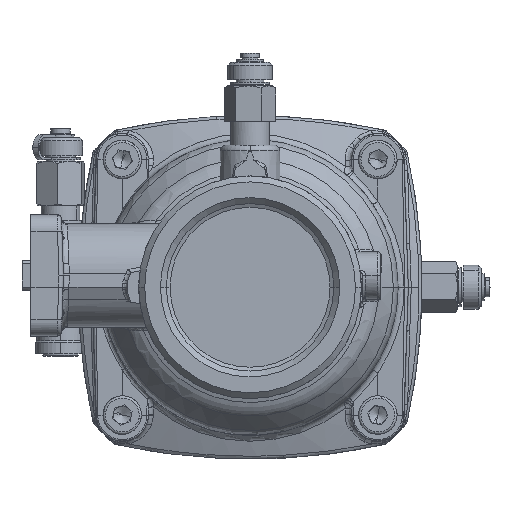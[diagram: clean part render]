
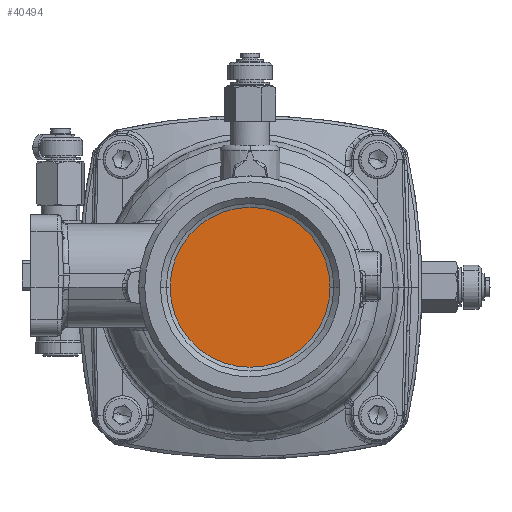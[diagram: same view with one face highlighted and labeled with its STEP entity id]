
A CAD part, left-side view. The second image highlights one B-rep face of the part: STEP entity #40494.
In plain terms, the highlighted planar face has unit normal (-1, 0, 0).
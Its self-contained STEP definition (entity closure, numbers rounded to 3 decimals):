
#39051=CARTESIAN_POINT('Vertex',(-105.864,27.,0.)) ;
#39054=CARTESIAN_POINT('Axis2P3D Location',(-105.864,0.,0.)) ;
#39058=CARTESIAN_POINT('Vertex',(-105.864,-27.,0.)) ;
#39083=CARTESIAN_POINT('Axis2P3D Location',(-105.864,0.,0.)) ;
#40485=CARTESIAN_POINT('Axis2P3D Location',(-105.864,0.,0.)) ;
#39055=DIRECTION('Axis2P3D Direction',(-1.,0.,0.)) ;
#39084=DIRECTION('Axis2P3D Direction',(-1.,0.,0.)) ;
#40486=DIRECTION('Axis2P3D Direction',(1.,0.,0.)) ;
#40487=DIRECTION('Axis2P3D XDirection',(0.,0.,-1.)) ;
#39056=AXIS2_PLACEMENT_3D('Circle Axis2P3D',#39054,#39055,$) ;
#39085=AXIS2_PLACEMENT_3D('Circle Axis2P3D',#39083,#39084,$) ;
#40488=AXIS2_PLACEMENT_3D('Plane Axis2P3D',#40485,#40486,#40487) ;
#40491=ORIENTED_EDGE('',*,*,#39087,.F.) ;
#40492=ORIENTED_EDGE('',*,*,#39060,.F.) ;
#40494=ADVANCED_FACE('NONE',(#40493),#40489,.F.) ;
#39057=CIRCLE('generated circle',#39056,27.) ;
#39086=CIRCLE('generated circle',#39085,27.) ;
#39060=EDGE_CURVE('',#39052,#39059,#39057,.F.) ;
#39087=EDGE_CURVE('',#39059,#39052,#39086,.F.) ;
#40490=EDGE_LOOP('',(#40491,#40492)) ;
#40493=FACE_OUTER_BOUND('',#40490,.T.) ;
#40489=PLANE('',#40488) ;
#39052=VERTEX_POINT('',#39051) ;
#39059=VERTEX_POINT('',#39058) ;
